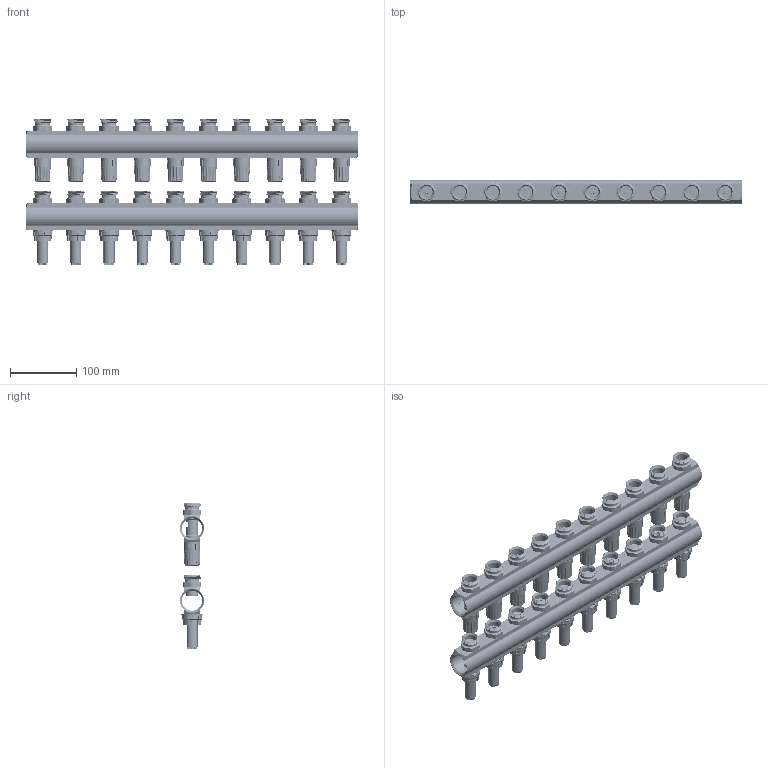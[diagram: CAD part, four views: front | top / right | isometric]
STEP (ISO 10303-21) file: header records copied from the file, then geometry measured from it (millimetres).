
FILE_DESCRIPTION((''),'2;1');
FILE_NAME('088U0530_ASM','2023-05-19T13:37:34',('U258971'),(''),'CREO PARAMETRIC BY PTC INC, 2020342','CREO PARAMETRIC BY PTC INC, 2020342','');
FILE_SCHEMA(('CONFIG_CONTROL_DESIGN'));
Length unit declared in the file: millimetre
Products named in the file (14): 088U7309-10LOOPS_2; 088U7308-10LOOPS_2; 013G1380_AF0_4; 013G0295___AF0_ASM_4_ASM; 013G0200__AF0_ASM_4_ASM; 013G0376-FOR-MANIFOLD_ASM_4_ASM; 088U7312_4; 013G0951_4; FM-B-05_4; FLOWMETERASSY_ASM_4_ASM; 088U7313_4; FM-A-08_4; 088U7302-10LOOPS_ASM_1_ASM; 088U0530_ASM
Assembly tree (67 placements, depth 4):
  088U0530_ASM
    088U7302-10LOOPS_ASM_1_ASM
      088U7309-10LOOPS_2
      088U7308-10LOOPS_2
      013G0376-FOR-MANIFOLD_ASM_4_ASM  x10
        013G1380_AF0_4
        013G0295___AF0_ASM_4_ASM
        013G0200__AF0_ASM_4_ASM
      088U7312_4  x10
      013G0951_4  x10
      FLOWMETERASSY_ASM_4_ASM  x10
        FM-B-05_4
      088U7313_4  x10
      FM-A-08_4  x10
Bounding box: 500 x 36.55 x 220.7 mm (x, y, z)
Volume: 719052.4 mm3; surface area: 579879.6 mm2
Topology: 62 solids, 118 shells, 14648 faces, 42642 edges, 28218 vertices
Faces by surface type: plane 5584, cylinder 4222, bspline 2080, cone 1656, torus 686, extrusion 280, sphere 140
Entity records: 84212 total; most frequent: CARTESIAN_POINT 32530, ORIENTED_EDGE 11448, DIRECTION 9802, EDGE_CURVE 5827, VERTEX_POINT 3837, AXIS2_PLACEMENT_3D 3794, VECTOR 2214, LINE 2186
